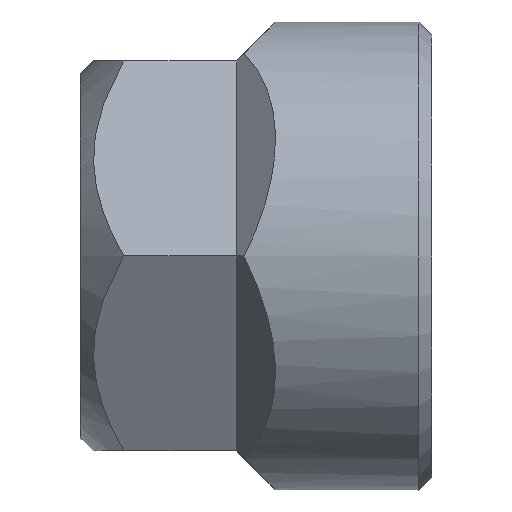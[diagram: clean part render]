
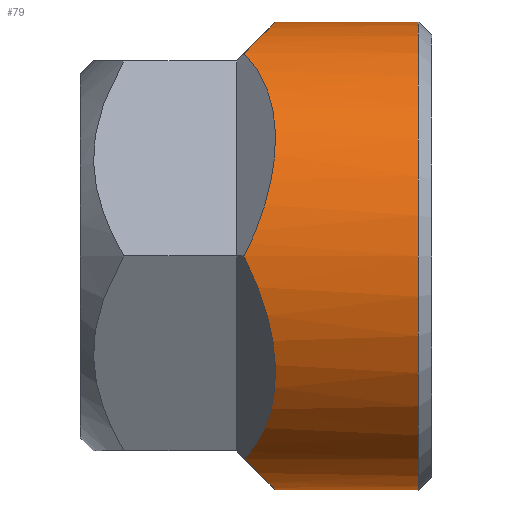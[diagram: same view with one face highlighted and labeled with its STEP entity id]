
A CAD part, left-side view. The second image highlights one B-rep face of the part: STEP entity #79.
In plain terms, the highlighted cylindrical face has radius 9 mm (diameter 18 mm), a full revolution.
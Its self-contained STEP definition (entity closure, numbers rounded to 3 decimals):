
#79 = ADVANCED_FACE( 'NONE', ( #105, #106 ), #107, .T. );
#105 = FACE_OUTER_BOUND( '', #152, .T. );
#106 = FACE_OUTER_BOUND( '', #153, .T. );
#107 = CYLINDRICAL_SURFACE( '', #154, 9. );
#152 = EDGE_LOOP( '', ( #214 ) );
#153 = EDGE_LOOP( '', ( #215, #216, #217, #218, #219, #220, #221, #222 ) );
#154 = AXIS2_PLACEMENT_3D( '', #223, #224, #225 );
#214 = ORIENTED_EDGE( '', *, *, #342, .F. );
#215 = ORIENTED_EDGE( '', *, *, #343, .T. );
#216 = ORIENTED_EDGE( '', *, *, #344, .T. );
#217 = ORIENTED_EDGE( '', *, *, #345, .T. );
#218 = ORIENTED_EDGE( '', *, *, #346, .T. );
#219 = ORIENTED_EDGE( '', *, *, #347, .T. );
#220 = ORIENTED_EDGE( '', *, *, #348, .T. );
#221 = ORIENTED_EDGE( '', *, *, #349, .T. );
#222 = ORIENTED_EDGE( '', *, *, #350, .T. );
#223 = CARTESIAN_POINT( '', ( 0., -2.943, 0. ) );
#224 = DIRECTION( '', ( 0., 1., 0. ) );
#225 = DIRECTION( '', ( 0., 0., -1. ) );
#342 = EDGE_CURVE( 'NONE', #393, #393, #394, .T. );
#343 = EDGE_CURVE( 'NONE', #395, #396, #397, .T. );
#344 = EDGE_CURVE( 'NONE', #396, #398, #399, .T. );
#345 = EDGE_CURVE( 'NONE', #398, #400, #401, .T. );
#346 = EDGE_CURVE( 'NONE', #400, #402, #403, .T. );
#347 = EDGE_CURVE( 'NONE', #402, #404, #405, .T. );
#348 = EDGE_CURVE( 'NONE', #404, #406, #407, .T. );
#349 = EDGE_CURVE( 'NONE', #406, #408, #409, .T. );
#350 = EDGE_CURVE( 'NONE', #408, #395, #410, .T. );
#393 = VERTEX_POINT( '', #484 );
#394 = CIRCLE( '', #485, 9. );
#395 = VERTEX_POINT( 'NONE', #486 );
#396 = VERTEX_POINT( 'NONE', #487 );
#397 = ( BOUNDED_CURVE(  )B_SPLINE_CURVE( 3, ( #490, #491, #492, #493 ), .UNSPECIFIED., .F., .F. )B_SPLINE_CURVE_WITH_KNOTS( ( 4, 4 ), ( 5.76, 6.283 ), .UNSPECIFIED. )CURVE(  )GEOMETRIC_REPRESENTATION_ITEM(  )RATIONAL_B_SPLINE_CURVE( ( 1., 0.977, 0.977, 1. ) )REPRESENTATION_ITEM( '' ) );
#398 = VERTEX_POINT( 'NONE', #499 );
#399 = ( BOUNDED_CURVE(  )B_SPLINE_CURVE( 3, ( #502, #503, #504, #505 ), .UNSPECIFIED., .F., .F. )B_SPLINE_CURVE_WITH_KNOTS( ( 4, 4 ), ( 0., 0.524 ), .UNSPECIFIED. )CURVE(  )GEOMETRIC_REPRESENTATION_ITEM(  )RATIONAL_B_SPLINE_CURVE( ( 1., 0.977, 0.977, 1. ) )REPRESENTATION_ITEM( '' ) );
#400 = VERTEX_POINT( 'NONE', #511 );
#401 = ( BOUNDED_CURVE(  )B_SPLINE_CURVE( 3, ( #514, #515, #516, #517 ), .UNSPECIFIED., .F., .F. )B_SPLINE_CURVE_WITH_KNOTS( ( 4, 4 ), ( 5.76, 6.807 ), .UNSPECIFIED. )CURVE(  )GEOMETRIC_REPRESENTATION_ITEM(  )RATIONAL_B_SPLINE_CURVE( ( 1., 0.911, 0.911, 1. ) )REPRESENTATION_ITEM( '' ) );
#402 = VERTEX_POINT( 'NONE', #523 );
#403 = ( BOUNDED_CURVE(  )B_SPLINE_CURVE( 3, ( #526, #527, #528, #529 ), .UNSPECIFIED., .F., .F. )B_SPLINE_CURVE_WITH_KNOTS( ( 4, 4 ), ( 5.76, 6.807 ), .UNSPECIFIED. )CURVE(  )GEOMETRIC_REPRESENTATION_ITEM(  )RATIONAL_B_SPLINE_CURVE( ( 1., 0.911, 0.911, 1. ) )REPRESENTATION_ITEM( '' ) );
#404 = VERTEX_POINT( 'NONE', #535 );
#405 = ( BOUNDED_CURVE(  )B_SPLINE_CURVE( 3, ( #538, #539, #540, #541 ), .UNSPECIFIED., .F., .F. )B_SPLINE_CURVE_WITH_KNOTS( ( 4, 4 ), ( 5.76, 6.283 ), .UNSPECIFIED. )CURVE(  )GEOMETRIC_REPRESENTATION_ITEM(  )RATIONAL_B_SPLINE_CURVE( ( 1., 0.977, 0.977, 1. ) )REPRESENTATION_ITEM( '' ) );
#406 = VERTEX_POINT( 'NONE', #547 );
#407 = ( BOUNDED_CURVE(  )B_SPLINE_CURVE( 3, ( #550, #551, #552, #553 ), .UNSPECIFIED., .F., .F. )B_SPLINE_CURVE_WITH_KNOTS( ( 4, 4 ), ( 0., 0.524 ), .UNSPECIFIED. )CURVE(  )GEOMETRIC_REPRESENTATION_ITEM(  )RATIONAL_B_SPLINE_CURVE( ( 1., 0.977, 0.977, 1. ) )REPRESENTATION_ITEM( '' ) );
#408 = VERTEX_POINT( 'NONE', #559 );
#409 = ( BOUNDED_CURVE(  )B_SPLINE_CURVE( 3, ( #562, #563, #564, #565 ), .UNSPECIFIED., .F., .F. )B_SPLINE_CURVE_WITH_KNOTS( ( 4, 4 ), ( 5.76, 6.807 ), .UNSPECIFIED. )CURVE(  )GEOMETRIC_REPRESENTATION_ITEM(  )RATIONAL_B_SPLINE_CURVE( ( 1., 0.911, 0.911, 1. ) )REPRESENTATION_ITEM( '' ) );
#410 = ( BOUNDED_CURVE(  )B_SPLINE_CURVE( 3, ( #573, #574, #575, #576 ), .UNSPECIFIED., .F., .F. )B_SPLINE_CURVE_WITH_KNOTS( ( 4, 4 ), ( 5.76, 6.807 ), .UNSPECIFIED. )CURVE(  )GEOMETRIC_REPRESENTATION_ITEM(  )RATIONAL_B_SPLINE_CURVE( ( 1., 0.911, 0.911, 1. ) )REPRESENTATION_ITEM( '' ) );
#484 = CARTESIAN_POINT( '', ( 0., 0.5, -9. ) );
#485 = AXIS2_PLACEMENT_3D( '', #672, #673, #674 );
#486 = CARTESIAN_POINT( '', ( 4.5, 7.206, 7.794 ) );
#487 = CARTESIAN_POINT( '', ( 0., 6., 9. ) );
#490 = CARTESIAN_POINT( '', ( 4.5, 7.206, 7.794 ) );
#491 = CARTESIAN_POINT( '', ( 3.124, 6.411, 8.589 ) );
#492 = CARTESIAN_POINT( '', ( 1.589, 6., 9. ) );
#493 = CARTESIAN_POINT( '', ( 0., 6., 9. ) );
#499 = CARTESIAN_POINT( '', ( -4.5, 7.206, 7.794 ) );
#502 = CARTESIAN_POINT( '', ( 0., 6., 9. ) );
#503 = CARTESIAN_POINT( '', ( -1.589, 6., 9. ) );
#504 = CARTESIAN_POINT( '', ( -3.124, 6.411, 8.589 ) );
#505 = CARTESIAN_POINT( '', ( -4.5, 7.206, 7.794 ) );
#511 = CARTESIAN_POINT( '', ( -9., 7.206, 0. ) );
#514 = CARTESIAN_POINT( '', ( -4.5, 7.206, 7.794 ) );
#515 = CARTESIAN_POINT( '', ( -7.353, 5.559, 6.147 ) );
#516 = CARTESIAN_POINT( '', ( -9., 5.559, 3.294 ) );
#517 = CARTESIAN_POINT( '', ( -9., 7.206, 0. ) );
#523 = CARTESIAN_POINT( '', ( -4.5, 7.206, -7.794 ) );
#526 = CARTESIAN_POINT( '', ( -9., 7.206, 0. ) );
#527 = CARTESIAN_POINT( '', ( -9., 5.559, -3.294 ) );
#528 = CARTESIAN_POINT( '', ( -7.353, 5.559, -6.147 ) );
#529 = CARTESIAN_POINT( '', ( -4.5, 7.206, -7.794 ) );
#535 = CARTESIAN_POINT( '', ( 0., 6., -9. ) );
#538 = CARTESIAN_POINT( '', ( -4.5, 7.206, -7.794 ) );
#539 = CARTESIAN_POINT( '', ( -3.124, 6.411, -8.589 ) );
#540 = CARTESIAN_POINT( '', ( -1.589, 6., -9. ) );
#541 = CARTESIAN_POINT( '', ( 0., 6., -9. ) );
#547 = CARTESIAN_POINT( '', ( 4.5, 7.206, -7.794 ) );
#550 = CARTESIAN_POINT( '', ( 0., 6., -9. ) );
#551 = CARTESIAN_POINT( '', ( 1.589, 6., -9. ) );
#552 = CARTESIAN_POINT( '', ( 3.124, 6.411, -8.589 ) );
#553 = CARTESIAN_POINT( '', ( 4.5, 7.206, -7.794 ) );
#559 = CARTESIAN_POINT( '', ( 9., 7.206, 0. ) );
#562 = CARTESIAN_POINT( '', ( 4.5, 7.206, -7.794 ) );
#563 = CARTESIAN_POINT( '', ( 7.353, 5.559, -6.147 ) );
#564 = CARTESIAN_POINT( '', ( 9., 5.559, -3.294 ) );
#565 = CARTESIAN_POINT( '', ( 9., 7.206, 0. ) );
#573 = CARTESIAN_POINT( '', ( 9., 7.206, 0. ) );
#574 = CARTESIAN_POINT( '', ( 9., 5.559, 3.294 ) );
#575 = CARTESIAN_POINT( '', ( 7.353, 5.559, 6.147 ) );
#576 = CARTESIAN_POINT( '', ( 4.5, 7.206, 7.794 ) );
#672 = CARTESIAN_POINT( '', ( 0., 0.5, 0. ) );
#673 = DIRECTION( '', ( 0., -1., 0. ) );
#674 = DIRECTION( '', ( 0., 0., -1. ) );
